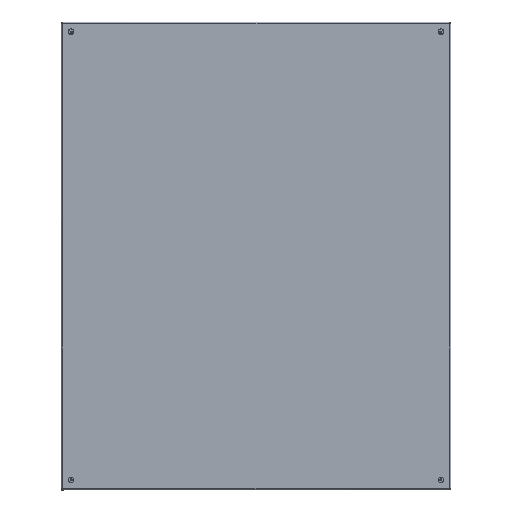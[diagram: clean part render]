
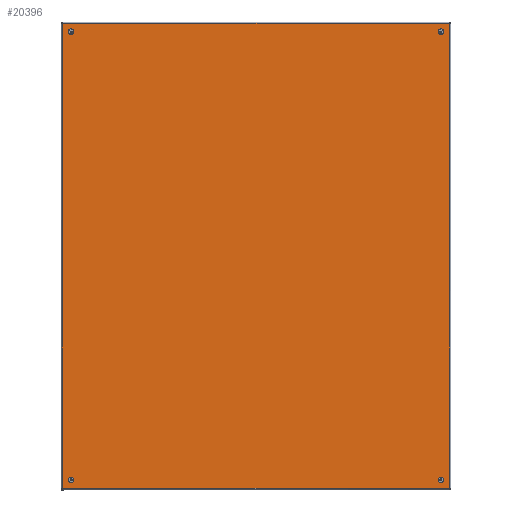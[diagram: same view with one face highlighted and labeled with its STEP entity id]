
A CAD part, top view. The second image highlights one B-rep face of the part: STEP entity #20396.
In plain terms, the highlighted face is planar.
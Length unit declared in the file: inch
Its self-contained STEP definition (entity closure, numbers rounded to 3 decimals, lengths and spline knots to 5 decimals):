
#15490=CARTESIAN_POINT('',(0.53125,0.75,0.0));
#15491=VERTEX_POINT('',#15490);
#15492=CARTESIAN_POINT('',(0.75,0.75,0.0));
#15493=DIRECTION('',(0.0,0.0,1.0));
#15494=DIRECTION('',(1.0,0.0,0.0));
#15495=AXIS2_PLACEMENT_3D('',#15492,#15493,#15494);
#15496=CIRCLE('',#15495,0.21875);
#15497=EDGE_CURVE('',#15491,#15491,#15496,.T.);
#15518=CARTESIAN_POINT('',(29.03125,0.75,0.0));
#15519=VERTEX_POINT('',#15518);
#15520=CARTESIAN_POINT('',(29.25,0.75,0.0));
#15521=DIRECTION('',(0.0,0.0,1.0));
#15522=DIRECTION('',(1.0,0.0,0.0));
#15523=AXIS2_PLACEMENT_3D('',#15520,#15521,#15522);
#15524=CIRCLE('',#15523,0.21875);
#15525=EDGE_CURVE('',#15519,#15519,#15524,.T.);
#15546=CARTESIAN_POINT('',(0.53125,35.25,0.0));
#15547=VERTEX_POINT('',#15546);
#15548=CARTESIAN_POINT('',(0.75,35.25,0.0));
#15549=DIRECTION('',(0.0,0.0,1.0));
#15550=DIRECTION('',(1.0,0.0,0.0));
#15551=AXIS2_PLACEMENT_3D('',#15548,#15549,#15550);
#15552=CIRCLE('',#15551,0.21875);
#15553=EDGE_CURVE('',#15547,#15547,#15552,.T.);
#15574=CARTESIAN_POINT('',(29.03125,35.25,0.0));
#15575=VERTEX_POINT('',#15574);
#15576=CARTESIAN_POINT('',(29.25,35.25,0.0));
#15577=DIRECTION('',(0.0,0.0,1.0));
#15578=DIRECTION('',(1.0,0.0,0.0));
#15579=AXIS2_PLACEMENT_3D('',#15576,#15577,#15578);
#15580=CIRCLE('',#15579,0.21875);
#15581=EDGE_CURVE('',#15575,#15575,#15580,.T.);
#19174=CARTESIAN_POINT('',(29.89475,35.88277,0.0));
#19175=VERTEX_POINT('',#19174);
#19272=CARTESIAN_POINT('',(29.89475,0.11723,0.0));
#19273=VERTEX_POINT('',#19272);
#19316=CARTESIAN_POINT('',(29.89475,35.88277,0.0));
#19317=DIRECTION('',(0.0,-1.0,0.0));
#19318=VECTOR('',#19317,35.76553);
#19319=LINE('',#19316,#19318);
#19320=EDGE_CURVE('',#19175,#19273,#19319,.T.);
#19491=CARTESIAN_POINT('',(0.11723,35.89475,0.));
#19492=VERTEX_POINT('',#19491);
#19589=CARTESIAN_POINT('',(29.88277,35.89475,0.0));
#19590=VERTEX_POINT('',#19589);
#19633=CARTESIAN_POINT('',(0.11723,35.89475,0.0));
#19634=DIRECTION('',(1.0,0.0,0.0));
#19635=VECTOR('',#19634,29.76553);
#19636=LINE('',#19633,#19635);
#19637=EDGE_CURVE('',#19492,#19590,#19636,.T.);
#19804=CARTESIAN_POINT('',(0.10525,0.11723,0.0));
#19805=VERTEX_POINT('',#19804);
#19902=CARTESIAN_POINT('',(0.10525,35.88277,0.0));
#19903=VERTEX_POINT('',#19902);
#19946=CARTESIAN_POINT('',(0.10525,0.11723,0.0));
#19947=DIRECTION('',(0.0,1.0,0.0));
#19948=VECTOR('',#19947,35.76553);
#19949=LINE('',#19946,#19948);
#19950=EDGE_CURVE('',#19805,#19903,#19949,.T.);
#20117=CARTESIAN_POINT('',(29.88277,0.10525,0.0));
#20118=VERTEX_POINT('',#20117);
#20173=CARTESIAN_POINT('',(0.11723,0.10525,0.0));
#20174=VERTEX_POINT('',#20173);
#20188=CARTESIAN_POINT('',(29.88277,0.10525,0.0));
#20189=DIRECTION('',(-1.0,0.0,0.0));
#20190=VECTOR('',#20189,29.76553);
#20191=LINE('',#20188,#20190);
#20192=EDGE_CURVE('',#20118,#20174,#20191,.T.);
#20283=CARTESIAN_POINT('',(0.06211,0.06211,0.0));
#20284=DIRECTION('',(0.0,0.0,1.0));
#20285=DIRECTION('',(1.0,0.0,0.0));
#20286=AXIS2_PLACEMENT_3D('',#20283,#20284,#20285);
#20287=CIRCLE('',#20286,0.07);
#20288=EDGE_CURVE('',#20174,#19805,#20287,.T.);
#20345=CARTESIAN_POINT('',(29.93789,0.06211,0.0));
#20346=DIRECTION('',(0.0,0.0,1.0));
#20347=DIRECTION('',(1.0,0.0,0.0));
#20348=AXIS2_PLACEMENT_3D('',#20345,#20346,#20347);
#20349=CIRCLE('',#20348,0.07);
#20350=EDGE_CURVE('',#19273,#20118,#20349,.T.);
#20357=CARTESIAN_POINT('',(15.,18.,0.0));
#20358=DIRECTION('',(0.0,0.0,1.0));
#20359=DIRECTION('',(1.0,0.0,0.0));
#20360=AXIS2_PLACEMENT_3D('',#20357,#20358,#20359);
#20361=PLANE('',#20360);
#20362=ORIENTED_EDGE('',*,*,#20192,.T.);
#20363=ORIENTED_EDGE('',*,*,#20288,.T.);
#20364=ORIENTED_EDGE('',*,*,#19950,.T.);
#20365=CARTESIAN_POINT('',(0.06211,35.93789,0.0));
#20366=DIRECTION('',(0.0,0.0,1.0));
#20367=DIRECTION('',(1.0,0.0,0.0));
#20368=AXIS2_PLACEMENT_3D('',#20365,#20366,#20367);
#20369=CIRCLE('',#20368,0.07);
#20370=EDGE_CURVE('',#19903,#19492,#20369,.T.);
#20371=ORIENTED_EDGE('',*,*,#20370,.T.);
#20372=ORIENTED_EDGE('',*,*,#19637,.T.);
#20373=CARTESIAN_POINT('',(29.93789,35.93789,0.0));
#20374=DIRECTION('',(0.0,0.0,1.0));
#20375=DIRECTION('',(1.0,0.0,0.0));
#20376=AXIS2_PLACEMENT_3D('',#20373,#20374,#20375);
#20377=CIRCLE('',#20376,0.07);
#20378=EDGE_CURVE('',#19590,#19175,#20377,.T.);
#20379=ORIENTED_EDGE('',*,*,#20378,.T.);
#20380=ORIENTED_EDGE('',*,*,#19320,.T.);
#20381=ORIENTED_EDGE('',*,*,#20350,.T.);
#20382=EDGE_LOOP('',(#20362,#20363,#20364,#20371,#20372,#20379,#20380,#20381));
#20383=FACE_OUTER_BOUND('',#20382,.T.);
#20384=ORIENTED_EDGE('',*,*,#15497,.T.);
#20385=EDGE_LOOP('',(#20384));
#20386=FACE_BOUND('',#20385,.T.);
#20387=ORIENTED_EDGE('',*,*,#15525,.T.);
#20388=EDGE_LOOP('',(#20387));
#20389=FACE_BOUND('',#20388,.T.);
#20390=ORIENTED_EDGE('',*,*,#15553,.T.);
#20391=EDGE_LOOP('',(#20390));
#20392=FACE_BOUND('',#20391,.T.);
#20393=ORIENTED_EDGE('',*,*,#15581,.T.);
#20394=EDGE_LOOP('',(#20393));
#20395=FACE_BOUND('',#20394,.T.);
#20396=ADVANCED_FACE('',(#20383,#20386,#20389,#20392,#20395),#20361,.F.);
